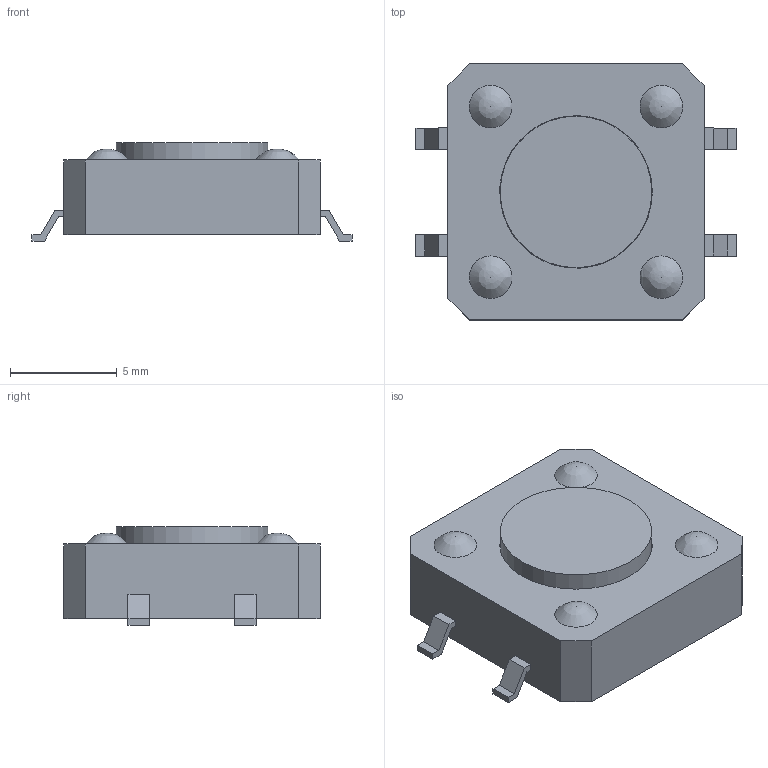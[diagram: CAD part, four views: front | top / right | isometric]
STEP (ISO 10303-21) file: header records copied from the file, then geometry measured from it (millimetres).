
FILE_DESCRIPTION((''),'2;1');
FILE_NAME('TL3300DFxxxQ.stp','2017-07-31T11:43:14',('mroman'),(''),'Autodesk Inventor 2012','Autodesk Inventor 2012','');
FILE_SCHEMA(('CONFIG_CONTROL_DESIGN'));
Length unit declared in the file: inch
Products named in the file (1): Part125
Bounding box: 15 x 12 x 4.6 mm (x, y, z)
Volume: 444.3 mm3; surface area: 874.3 mm2
Topology: 2 solids, 2 shells, 166 faces, 421 edges, 272 vertices
Faces by surface type: plane 126, cylinder 29, bspline 6, torus 4, cone 1
Full cylindrical faces by diameter (mm): 3 x1, 4.84 x1, 7.1 x1, 7.15 x1, 8.412 x1
Entity records: 5102 total; most frequent: CARTESIAN_POINT 978, ORIENTED_EDGE 788, DIRECTION 775, EDGE_CURVE 394, VECTOR 335, LINE 335, VERTEX_POINT 261, AXIS2_PLACEMENT_3D 220
